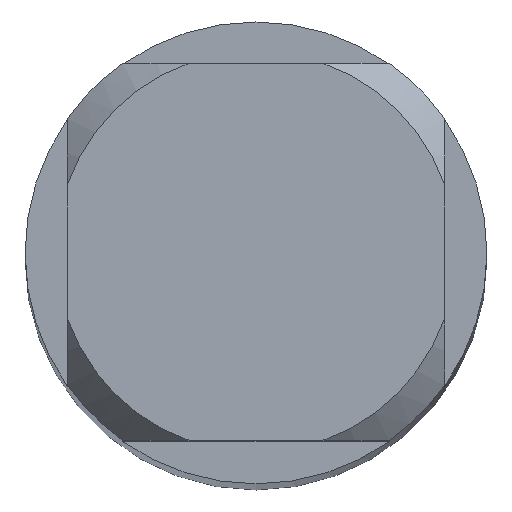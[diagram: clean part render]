
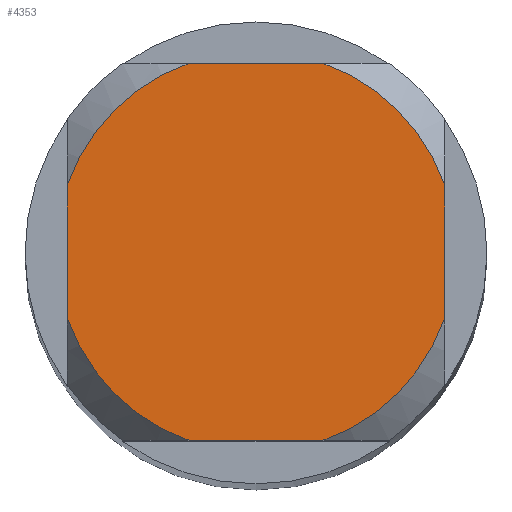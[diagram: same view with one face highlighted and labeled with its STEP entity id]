
A CAD part, top view. The second image highlights one B-rep face of the part: STEP entity #4353.
In plain terms, the highlighted planar face has unit normal (0, 0, 1).
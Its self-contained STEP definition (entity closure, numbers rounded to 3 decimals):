
#1845=EDGE_CURVE('',#2395,#3023,#5256,.T.);
#2265=EDGE_CURVE('',#3421,#3023,#5706,.T.);
#2395=VERTEX_POINT('',#5845);
#2403=EDGE_CURVE('',#3703,#4845,#5854,.T.);
#2625=EDGE_CURVE('',#2395,#4845,#6094,.T.);
#2779=VERTEX_POINT('',#6263);
#3023=VERTEX_POINT('',#6540);
#3399=VERTEX_POINT('',#6949);
#3421=VERTEX_POINT('',#6972);
#3703=VERTEX_POINT('',#7286);
#3823=EDGE_CURVE('',#3421,#3399,#7420,.T.);
#3905=EDGE_CURVE('',#4745,#2779,#7510,.T.);
#4199=EDGE_CURVE('',#3703,#2779,#7830,.T.);
#4353=ADVANCED_FACE('',(#7994),#7995,.T.);
#4745=VERTEX_POINT('',#8416);
#4789=EDGE_CURVE('',#4745,#3399,#8462,.T.);
#4845=VERTEX_POINT('',#8524);
#5256=CIRCLE('',#9118,2.6);
#5706=LINE('',#10384,#10385);
#5845=CARTESIAN_POINT('',(-0.87,-2.45,0.0));
#5854=CIRCLE('',#10749,2.6);
#6094=LINE('',#11290,#11291);
#6263=CARTESIAN_POINT('',(2.45,0.87,0.0));
#6540=CARTESIAN_POINT('',(-2.45,-0.87,0.0));
#6949=CARTESIAN_POINT('',(-0.87,2.45,0.0));
#6972=CARTESIAN_POINT('',(-2.45,0.87,0.0));
#7286=CARTESIAN_POINT('',(2.45,-0.87,0.0));
#7420=CIRCLE('',#14997,2.6);
#7510=CIRCLE('',#15301,2.6);
#7830=LINE('',#16072,#16073);
#7994=FACE_OUTER_BOUND('',#16467,.T.);
#7995=PLANE('',#16468);
#8416=CARTESIAN_POINT('',(0.87,2.45,0.0));
#8462=LINE('',#17572,#17573);
#8524=CARTESIAN_POINT('',(0.87,-2.45,0.0));
#9118=AXIS2_PLACEMENT_3D('',#19026,#19027,#19028);
#10384=CARTESIAN_POINT('',(-2.45,0.65,0.0));
#10385=VECTOR('',#19563,1.0);
#10749=AXIS2_PLACEMENT_3D('',#19682,#19683,#19684);
#11290=CARTESIAN_POINT('',(0.0,-2.45,0.0));
#11291=VECTOR('',#19924,1.0);
#14997=AXIS2_PLACEMENT_3D('',#21472,#21473,#21474);
#15301=AXIS2_PLACEMENT_3D('',#21563,#21564,#21565);
#16072=CARTESIAN_POINT('',(2.45,0.65,0.0));
#16073=VECTOR('',#21889,1.0);
#16467=EDGE_LOOP('',(#22027,#22028,#22029,#22030,#22031,#22032,#22033,#22034));
#16468=AXIS2_PLACEMENT_3D('',#22035,#22036,#22037);
#17572=CARTESIAN_POINT('',(0.0,2.45,0.0));
#17573=VECTOR('',#22476,1.0);
#19026=CARTESIAN_POINT('',(0.0,0.0,0.0));
#19027=DIRECTION('',(0.0,0.0,-1.0));
#19028=DIRECTION('',(0.0,1.0,0.0));
#19563=DIRECTION('',(-0.0,-1.0,0.0));
#19682=CARTESIAN_POINT('',(0.0,0.0,0.0));
#19683=DIRECTION('',(0.0,0.0,-1.0));
#19684=DIRECTION('',(0.0,1.0,0.0));
#19924=DIRECTION('',(1.0,0.0,0.0));
#21472=CARTESIAN_POINT('',(0.0,0.0,0.0));
#21473=DIRECTION('',(0.0,0.0,-1.0));
#21474=DIRECTION('',(0.0,1.0,0.0));
#21563=CARTESIAN_POINT('',(0.0,0.0,0.0));
#21564=DIRECTION('',(0.0,0.0,-1.0));
#21565=DIRECTION('',(0.0,1.0,0.0));
#21889=DIRECTION('',(-0.0,1.0,0.0));
#22027=ORIENTED_EDGE('',*,*,#2265,.T.);
#22028=ORIENTED_EDGE('',*,*,#1845,.F.);
#22029=ORIENTED_EDGE('',*,*,#2625,.T.);
#22030=ORIENTED_EDGE('',*,*,#2403,.F.);
#22031=ORIENTED_EDGE('',*,*,#4199,.T.);
#22032=ORIENTED_EDGE('',*,*,#3905,.F.);
#22033=ORIENTED_EDGE('',*,*,#4789,.T.);
#22034=ORIENTED_EDGE('',*,*,#3823,.F.);
#22035=CARTESIAN_POINT('',(0.0,1.3,0.0));
#22036=DIRECTION('',(-0.0,0.0,1.0));
#22037=DIRECTION('',(0.0,-1.0,0.0));
#22476=DIRECTION('',(-1.0,0.0,0.0));
